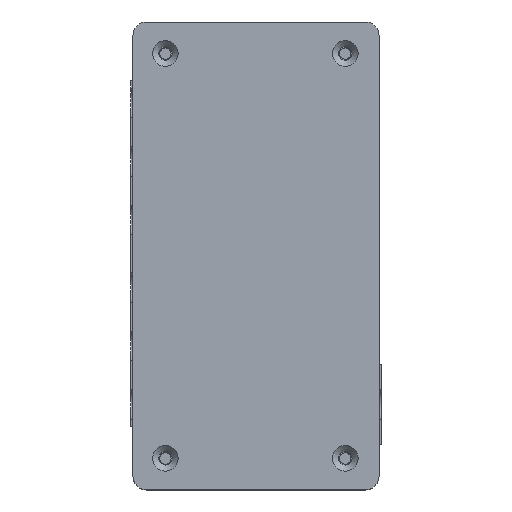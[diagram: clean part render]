
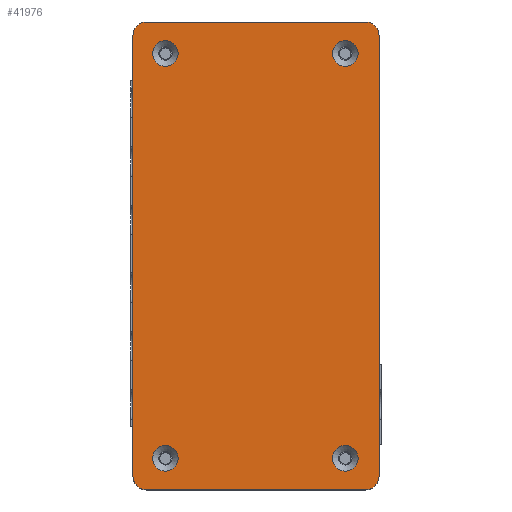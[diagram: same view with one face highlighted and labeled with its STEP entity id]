
A CAD part, top view. The second image highlights one B-rep face of the part: STEP entity #41976.
In plain terms, the highlighted planar face has unit normal (0, 0, 1).
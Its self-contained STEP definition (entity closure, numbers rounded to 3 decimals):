
#1705=CIRCLE('',#45620,3.);
#1706=CIRCLE('',#45623,3.);
#1717=CIRCLE('',#45644,2.85);
#1718=CIRCLE('',#45645,2.85);
#1722=CIRCLE('',#45651,2.85);
#1723=CIRCLE('',#45652,2.85);
#1727=CIRCLE('',#45658,2.85);
#1728=CIRCLE('',#45659,2.85);
#1732=CIRCLE('',#45665,2.85);
#1733=CIRCLE('',#45666,2.85);
#1762=CIRCLE('',#45771,3.);
#1763=CIRCLE('',#45774,3.);
#3258=FACE_BOUND('',#8710,.T.);
#3259=FACE_BOUND('',#8711,.T.);
#3260=FACE_BOUND('',#8712,.T.);
#3261=FACE_BOUND('',#8713,.T.);
#6255=FACE_OUTER_BOUND('',#8709,.T.);
#8709=EDGE_LOOP('',(#36442,#36443,#36444,#36445,#36446,#36447,#36448,#36449));
#8710=EDGE_LOOP('',(#36450,#36451));
#8711=EDGE_LOOP('',(#36452,#36453));
#8712=EDGE_LOOP('',(#36454,#36455));
#8713=EDGE_LOOP('',(#36456,#36457));
#12263=LINE('',#67329,#16362);
#12293=LINE('',#67450,#16392);
#12297=LINE('',#67462,#16396);
#12456=LINE('',#67897,#16555);
#16362=VECTOR('',#55286,10.);
#16392=VECTOR('',#55408,10.);
#16396=VECTOR('',#55420,10.);
#16555=VECTOR('',#55873,10.);
#20298=VERTEX_POINT('',#67326);
#20299=VERTEX_POINT('',#67328);
#20343=VERTEX_POINT('',#67444);
#20344=VERTEX_POINT('',#67448);
#20345=VERTEX_POINT('',#67452);
#20348=VERTEX_POINT('',#67460);
#20366=VERTEX_POINT('',#67513);
#20367=VERTEX_POINT('',#67514);
#20371=VERTEX_POINT('',#67527);
#20372=VERTEX_POINT('',#67528);
#20376=VERTEX_POINT('',#67541);
#20377=VERTEX_POINT('',#67542);
#20381=VERTEX_POINT('',#67555);
#20382=VERTEX_POINT('',#67556);
#20476=VERTEX_POINT('',#67892);
#20477=VERTEX_POINT('',#67896);
#25650=EDGE_CURVE('',#20299,#20298,#12263,.T.);
#25709=EDGE_CURVE('',#20298,#20343,#1705,.T.);
#25711=EDGE_CURVE('',#20343,#20344,#12293,.T.);
#25713=EDGE_CURVE('',#20344,#20345,#1706,.T.);
#25717=EDGE_CURVE('',#20345,#20348,#12297,.T.);
#25743=EDGE_CURVE('',#20366,#20367,#1717,.T.);
#25744=EDGE_CURVE('',#20367,#20366,#1718,.T.);
#25750=EDGE_CURVE('',#20371,#20372,#1722,.T.);
#25751=EDGE_CURVE('',#20372,#20371,#1723,.T.);
#25757=EDGE_CURVE('',#20376,#20377,#1727,.T.);
#25758=EDGE_CURVE('',#20377,#20376,#1728,.T.);
#25764=EDGE_CURVE('',#20381,#20382,#1732,.T.);
#25765=EDGE_CURVE('',#20382,#20381,#1733,.T.);
#25930=EDGE_CURVE('',#20476,#20299,#1762,.T.);
#25932=EDGE_CURVE('',#20477,#20476,#12456,.T.);
#25934=EDGE_CURVE('',#20348,#20477,#1763,.T.);
#36442=ORIENTED_EDGE('',*,*,#25709,.T.);
#36443=ORIENTED_EDGE('',*,*,#25711,.T.);
#36444=ORIENTED_EDGE('',*,*,#25713,.T.);
#36445=ORIENTED_EDGE('',*,*,#25717,.T.);
#36446=ORIENTED_EDGE('',*,*,#25934,.T.);
#36447=ORIENTED_EDGE('',*,*,#25932,.T.);
#36448=ORIENTED_EDGE('',*,*,#25930,.T.);
#36449=ORIENTED_EDGE('',*,*,#25650,.T.);
#36450=ORIENTED_EDGE('',*,*,#25743,.T.);
#36451=ORIENTED_EDGE('',*,*,#25744,.T.);
#36452=ORIENTED_EDGE('',*,*,#25750,.T.);
#36453=ORIENTED_EDGE('',*,*,#25751,.T.);
#36454=ORIENTED_EDGE('',*,*,#25757,.T.);
#36455=ORIENTED_EDGE('',*,*,#25758,.T.);
#36456=ORIENTED_EDGE('',*,*,#25764,.T.);
#36457=ORIENTED_EDGE('',*,*,#25765,.T.);
#40061=PLANE('',#45775);
#41976=ADVANCED_FACE('',(#6255,#3258,#3259,#3260,#3261),#40061,.T.);
#45620=AXIS2_PLACEMENT_3D('',#67446,#55403,#55404);
#45623=AXIS2_PLACEMENT_3D('',#67454,#55412,#55413);
#45644=AXIS2_PLACEMENT_3D('',#67515,#55472,#55473);
#45645=AXIS2_PLACEMENT_3D('',#67516,#55474,#55475);
#45651=AXIS2_PLACEMENT_3D('',#67529,#55488,#55489);
#45652=AXIS2_PLACEMENT_3D('',#67530,#55490,#55491);
#45658=AXIS2_PLACEMENT_3D('',#67543,#55504,#55505);
#45659=AXIS2_PLACEMENT_3D('',#67544,#55506,#55507);
#45665=AXIS2_PLACEMENT_3D('',#67557,#55520,#55521);
#45666=AXIS2_PLACEMENT_3D('',#67558,#55522,#55523);
#45771=AXIS2_PLACEMENT_3D('',#67893,#55868,#55869);
#45774=AXIS2_PLACEMENT_3D('',#67900,#55877,#55878);
#45775=AXIS2_PLACEMENT_3D('',#67901,#55879,#55880);
#55286=DIRECTION('',(0.,-1.,0.));
#55403=DIRECTION('center_axis',(0.,0.,1.));
#55404=DIRECTION('ref_axis',(-1.,0.,0.));
#55408=DIRECTION('',(1.,0.,0.));
#55412=DIRECTION('center_axis',(0.,0.,1.));
#55413=DIRECTION('ref_axis',(0.,-1.,0.));
#55420=DIRECTION('',(0.,1.,0.));
#55472=DIRECTION('center_axis',(0.,0.,-1.));
#55473=DIRECTION('ref_axis',(1.,0.,0.));
#55474=DIRECTION('center_axis',(0.,0.,-1.));
#55475=DIRECTION('ref_axis',(1.,0.,0.));
#55488=DIRECTION('center_axis',(0.,0.,-1.));
#55489=DIRECTION('ref_axis',(1.,0.,0.));
#55490=DIRECTION('center_axis',(0.,0.,-1.));
#55491=DIRECTION('ref_axis',(1.,0.,0.));
#55504=DIRECTION('center_axis',(0.,0.,-1.));
#55505=DIRECTION('ref_axis',(1.,0.,0.));
#55506=DIRECTION('center_axis',(0.,0.,-1.));
#55507=DIRECTION('ref_axis',(1.,0.,0.));
#55520=DIRECTION('center_axis',(0.,0.,-1.));
#55521=DIRECTION('ref_axis',(1.,0.,0.));
#55522=DIRECTION('center_axis',(0.,0.,-1.));
#55523=DIRECTION('ref_axis',(1.,0.,0.));
#55868=DIRECTION('center_axis',(0.,0.,1.));
#55869=DIRECTION('ref_axis',(0.,1.,0.));
#55873=DIRECTION('',(-1.,0.,0.));
#55877=DIRECTION('center_axis',(0.,0.,1.));
#55878=DIRECTION('ref_axis',(1.,0.,0.));
#55879=DIRECTION('center_axis',(0.,0.,1.));
#55880=DIRECTION('ref_axis',(1.,0.,0.));
#67326=CARTESIAN_POINT('',(-2.2,1.,13.1));
#67328=CARTESIAN_POINT('',(-2.2,99.,13.1));
#67329=CARTESIAN_POINT('',(-2.2,99.,13.1));
#67444=CARTESIAN_POINT('',(0.8,-2.,13.1));
#67446=CARTESIAN_POINT('Origin',(0.8,1.,13.1));
#67448=CARTESIAN_POINT('',(49.5,-2.,13.1));
#67450=CARTESIAN_POINT('',(0.8,-2.,13.1));
#67452=CARTESIAN_POINT('',(52.5,1.,13.1));
#67454=CARTESIAN_POINT('Origin',(49.5,1.,13.1));
#67460=CARTESIAN_POINT('',(52.5,99.,13.1));
#67462=CARTESIAN_POINT('',(52.5,1.,13.1));
#67513=CARTESIAN_POINT('',(7.85,95.,13.1));
#67514=CARTESIAN_POINT('',(2.15,95.,13.1));
#67515=CARTESIAN_POINT('Origin',(5.,95.,13.1));
#67516=CARTESIAN_POINT('Origin',(5.,95.,13.1));
#67527=CARTESIAN_POINT('',(7.85,5.,13.1));
#67528=CARTESIAN_POINT('',(2.15,5.,13.1));
#67529=CARTESIAN_POINT('Origin',(5.,5.,13.1));
#67530=CARTESIAN_POINT('Origin',(5.,5.,13.1));
#67541=CARTESIAN_POINT('',(47.85,5.,13.1));
#67542=CARTESIAN_POINT('',(42.15,5.,13.1));
#67543=CARTESIAN_POINT('Origin',(45.,5.,13.1));
#67544=CARTESIAN_POINT('Origin',(45.,5.,13.1));
#67555=CARTESIAN_POINT('',(47.85,95.,13.1));
#67556=CARTESIAN_POINT('',(42.15,95.,13.1));
#67557=CARTESIAN_POINT('Origin',(45.,95.,13.1));
#67558=CARTESIAN_POINT('Origin',(45.,95.,13.1));
#67892=CARTESIAN_POINT('',(0.8,102.,13.1));
#67893=CARTESIAN_POINT('Origin',(0.8,99.,13.1));
#67896=CARTESIAN_POINT('',(49.5,102.,13.1));
#67897=CARTESIAN_POINT('',(0.8,102.,13.1));
#67900=CARTESIAN_POINT('Origin',(49.5,99.,13.1));
#67901=CARTESIAN_POINT('Origin',(25.15,50.,13.1));
